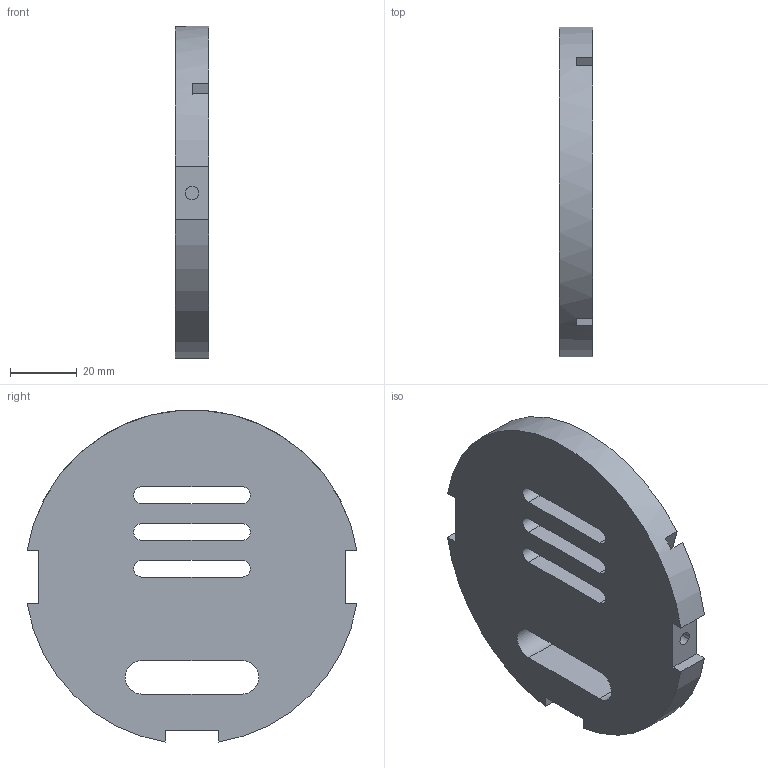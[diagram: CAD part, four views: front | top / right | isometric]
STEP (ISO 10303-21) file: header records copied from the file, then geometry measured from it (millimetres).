
FILE_DESCRIPTION(('CATIA V5 STEP Exchange'),'2;1');
FILE_NAME('Bague_support_planches__attache_para.stp','2024-05-14T18:42:53+00:00',('none'),('none'),'CATIA Version 5 Release 21 GA (IN-10)','CATIA V5 STEP AP203','none');
FILE_SCHEMA(('CONFIG_CONTROL_DESIGN'));
Length unit declared in the file: millimetre
Products named in the file (1): Part1.1
Bounding box: 10 x 98.71 x 99.36 mm (x, y, z)
Volume: 65201.6 mm3; surface area: 21948.2 mm2
Topology: 1 solids, 1 shells, 47 faces, 126 edges, 84 vertices
Faces by surface type: plane 30, cylinder 17
Entity records: 1468 total; most frequent: CARTESIAN_POINT 252, ORIENTED_EDGE 252, DIRECTION 208, EDGE_CURVE 126, VECTOR 88, LINE 88, VERTEX_POINT 84, AXIS2_PLACEMENT_3D 80
